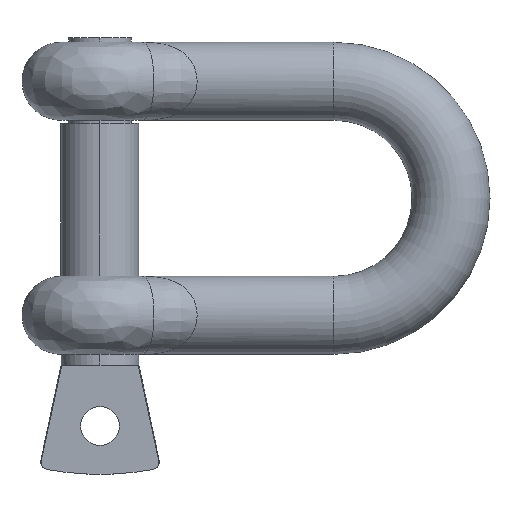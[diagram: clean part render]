
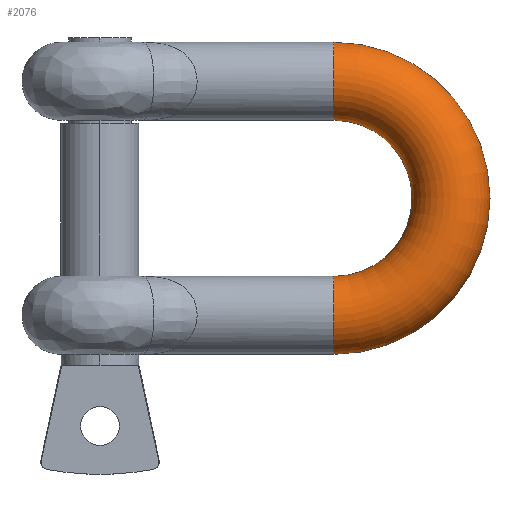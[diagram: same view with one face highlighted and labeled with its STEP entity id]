
A CAD part, top view. The second image highlights one B-rep face of the part: STEP entity #2076.
In plain terms, the highlighted toroidal (fillet/blend) face has major radius 7.5 mm and minor radius 2.5 mm.
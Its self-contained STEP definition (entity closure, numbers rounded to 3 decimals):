
#351=CARTESIAN_POINT('',(25.,7.5,0.));
#352=DIRECTION('',(-1.,0.,0.));
#353=DIRECTION('',(0.,-1.,0.));
#354=AXIS2_PLACEMENT_3D('',#351,#352,#353);
#479=CARTESIAN_POINT('',(25.,0.,0.));
#480=DIRECTION('',(0.,0.,1.));
#481=DIRECTION('',(0.,-1.,0.));
#482=AXIS2_PLACEMENT_3D('',#479,#480,#481);
#593=CARTESIAN_POINT('',(25.,-7.5,0.));
#594=DIRECTION('',(1.,0.,0.));
#595=DIRECTION('',(0.,1.,0.));
#596=AXIS2_PLACEMENT_3D('',#593,#594,#595);
#598=CARTESIAN_POINT('',(25.,0.,0.));
#599=DIRECTION('',(0.,0.,1.));
#600=DIRECTION('',(0.,-1.,0.));
#601=AXIS2_PLACEMENT_3D('',#598,#599,#600);
#767=CARTESIAN_POINT('',(25.,-5.,0.));
#768=CARTESIAN_POINT('',(25.,-10.,0.));
#769=VERTEX_POINT('',#767);
#770=VERTEX_POINT('',#768);
#771=CARTESIAN_POINT('',(25.,5.,0.));
#772=VERTEX_POINT('',#771);
#773=CARTESIAN_POINT('',(25.,10.,0.));
#774=VERTEX_POINT('',#773);
#2065=CARTESIAN_POINT('',(25.,0.,0.));
#2066=DIRECTION('',(0.,0.,1.));
#2067=DIRECTION('',(0.,1.,0.));
#2068=AXIS2_PLACEMENT_3D('',#2065,#2066,#2067);
#2069=TOROIDAL_SURFACE('',#2068,7.5,2.5);
#2070=ORIENTED_EDGE('',*,*,#860,.F.);
#2071=ORIENTED_EDGE('',*,*,#1809,.T.);
#2072=ORIENTED_EDGE('',*,*,#1527,.T.);
#2073=ORIENTED_EDGE('',*,*,#1806,.F.);
#2074=EDGE_LOOP('',(#2070,#2071,#2072,#2073));
#2075=FACE_OUTER_BOUND('',#2074,.F.);
#355=CIRCLE('',#354,2.5);
#483=CIRCLE('',#482,10.);
#597=CIRCLE('',#596,2.5);
#602=CIRCLE('',#601,5.);
#860=EDGE_CURVE('',#769,#770,#597,.T.);
#1527=EDGE_CURVE('',#772,#774,#355,.T.);
#1806=EDGE_CURVE('',#770,#774,#483,.T.);
#1809=EDGE_CURVE('',#769,#772,#602,.T.);
#2076=ADVANCED_FACE('',(#2075),#2069,.T.);
